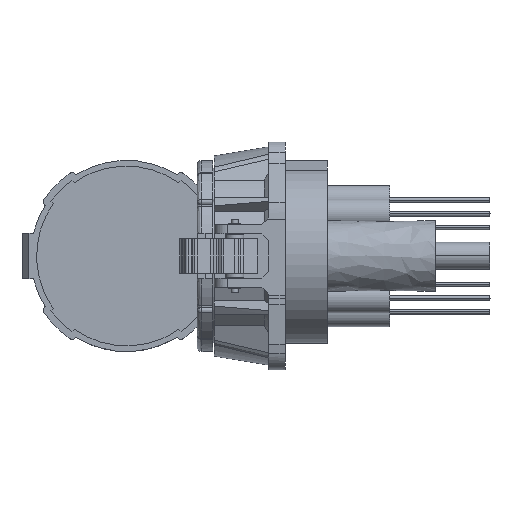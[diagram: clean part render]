
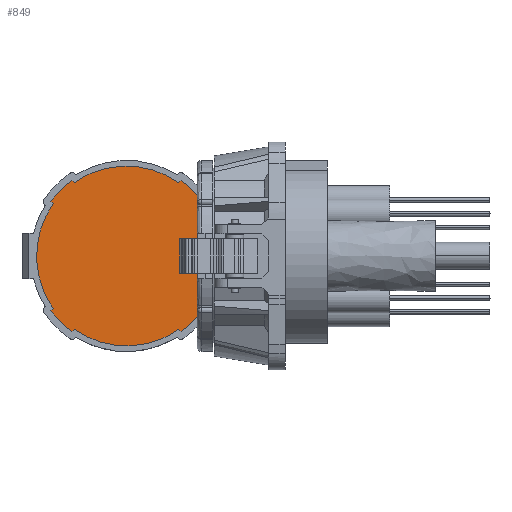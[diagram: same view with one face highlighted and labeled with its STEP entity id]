
A CAD part, front view. The second image highlights one B-rep face of the part: STEP entity #849.
In plain terms, the highlighted planar face has unit normal (0, -1, 0).
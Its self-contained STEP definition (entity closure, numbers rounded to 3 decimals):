
#274=B_SPLINE_CURVE_WITH_KNOTS('',1,(#16689,#16690),.UNSPECIFIED.,.F.,.F.,
(2,2),(299.29,300.81),.UNSPECIFIED.);
#277=B_SPLINE_CURVE_WITH_KNOTS('',1,(#16703,#16704),.UNSPECIFIED.,.F.,.F.,
(2,2),(444.029,445.549),.UNSPECIFIED.);
#280=B_SPLINE_CURVE_WITH_KNOTS('',1,(#16711,#16712),.UNSPECIFIED.,.F.,.F.,
(2,2),(429.454,430.974),.UNSPECIFIED.);
#283=B_SPLINE_CURVE_WITH_KNOTS('',1,(#16719,#16720),.UNSPECIFIED.,.F.,.F.,
(2,2),(378.947,380.467),.UNSPECIFIED.);
#286=B_SPLINE_CURVE_WITH_KNOTS('',1,(#16727,#16728),.UNSPECIFIED.,.F.,.F.,
(2,2),(364.372,365.892),.UNSPECIFIED.);
#289=B_SPLINE_CURVE_WITH_KNOTS('',1,(#16735,#16736),.UNSPECIFIED.,.F.,.F.,
(2,2),(313.865,315.385),.UNSPECIFIED.);
#292=B_SPLINE_CURVE_WITH_KNOTS('',1,(#16743,#16744),.UNSPECIFIED.,.F.,.F.,
(2,2),(299.29,300.81),.UNSPECIFIED.);
#295=B_SPLINE_CURVE_WITH_KNOTS('',1,(#16751,#16752),.UNSPECIFIED.,.F.,.F.,
(2,2),(248.783,250.303),.UNSPECIFIED.);
#849=ADVANCED_FACE('',(#1336),#7582,.T.);
#1336=FACE_OUTER_BOUND('',#1866,.T.);
#1866=EDGE_LOOP('',(#3967,#3968,#3969,#3970,#3971,#3972,#3973,#3974,#3975,
#3976,#3977,#3978,#3979,#3980,#3981,#3982));
#3967=ORIENTED_EDGE('',*,*,#5507,.T.);
#3968=ORIENTED_EDGE('',*,*,#5539,.T.);
#3969=ORIENTED_EDGE('',*,*,#5537,.T.);
#3970=ORIENTED_EDGE('',*,*,#5482,.T.);
#3971=ORIENTED_EDGE('',*,*,#5533,.T.);
#3972=ORIENTED_EDGE('',*,*,#5483,.T.);
#3973=ORIENTED_EDGE('',*,*,#5529,.T.);
#3974=ORIENTED_EDGE('',*,*,#5484,.T.);
#3975=ORIENTED_EDGE('',*,*,#5525,.T.);
#3976=ORIENTED_EDGE('',*,*,#5485,.T.);
#3977=ORIENTED_EDGE('',*,*,#5521,.T.);
#3978=ORIENTED_EDGE('',*,*,#5486,.T.);
#3979=ORIENTED_EDGE('',*,*,#5517,.T.);
#3980=ORIENTED_EDGE('',*,*,#5487,.T.);
#3981=ORIENTED_EDGE('',*,*,#5513,.T.);
#3982=ORIENTED_EDGE('',*,*,#5510,.T.);
#5482=EDGE_CURVE('',#7324,#7325,#6484,.T.);
#5483=EDGE_CURVE('',#7326,#7327,#6485,.T.);
#5484=EDGE_CURVE('',#7328,#7329,#6486,.T.);
#5485=EDGE_CURVE('',#7330,#7331,#6487,.T.);
#5486=EDGE_CURVE('',#7332,#7333,#6488,.T.);
#5487=EDGE_CURVE('',#7334,#7335,#6489,.T.);
#5507=EDGE_CURVE('',#7337,#7322,#274,.T.);
#5510=EDGE_CURVE('',#7336,#7337,#6502,.T.);
#5513=EDGE_CURVE('',#7335,#7336,#277,.T.);
#5517=EDGE_CURVE('',#7333,#7334,#280,.T.);
#5521=EDGE_CURVE('',#7331,#7332,#283,.T.);
#5525=EDGE_CURVE('',#7329,#7330,#286,.T.);
#5529=EDGE_CURVE('',#7327,#7328,#289,.T.);
#5533=EDGE_CURVE('',#7325,#7326,#292,.T.);
#5537=EDGE_CURVE('',#7323,#7324,#295,.T.);
#5539=EDGE_CURVE('',#7322,#7323,#6511,.T.);
#6484=(
BOUNDED_CURVE()
B_SPLINE_CURVE(2,(#16623,#16624,#16625),.UNSPECIFIED.,.F.,.F.)
B_SPLINE_CURVE_WITH_KNOTS((3,3),(250.303,299.29),
 .UNSPECIFIED.)
CURVE()
GEOMETRIC_REPRESENTATION_ITEM()
RATIONAL_B_SPLINE_CURVE((1.,0.814,1.))
REPRESENTATION_ITEM('')
);
#6485=(
BOUNDED_CURVE()
B_SPLINE_CURVE(2,(#16626,#16627,#16628),.UNSPECIFIED.,.F.,.F.)
B_SPLINE_CURVE_WITH_KNOTS((3,3),(300.81,313.865),
 .UNSPECIFIED.)
CURVE()
GEOMETRIC_REPRESENTATION_ITEM()
RATIONAL_B_SPLINE_CURVE((1.,0.987,1.))
REPRESENTATION_ITEM('')
);
#6486=(
BOUNDED_CURVE()
B_SPLINE_CURVE(2,(#16629,#16630,#16631),.UNSPECIFIED.,.F.,.F.)
B_SPLINE_CURVE_WITH_KNOTS((3,3),(315.385,364.372),
 .UNSPECIFIED.)
CURVE()
GEOMETRIC_REPRESENTATION_ITEM()
RATIONAL_B_SPLINE_CURVE((1.,0.814,1.))
REPRESENTATION_ITEM('')
);
#6487=(
BOUNDED_CURVE()
B_SPLINE_CURVE(2,(#16632,#16633,#16634),.UNSPECIFIED.,.F.,.F.)
B_SPLINE_CURVE_WITH_KNOTS((3,3),(365.892,378.947),
 .UNSPECIFIED.)
CURVE()
GEOMETRIC_REPRESENTATION_ITEM()
RATIONAL_B_SPLINE_CURVE((1.,0.987,1.))
REPRESENTATION_ITEM('')
);
#6488=(
BOUNDED_CURVE()
B_SPLINE_CURVE(2,(#16635,#16636,#16637),.UNSPECIFIED.,.F.,.F.)
B_SPLINE_CURVE_WITH_KNOTS((3,3),(380.467,429.454),
 .UNSPECIFIED.)
CURVE()
GEOMETRIC_REPRESENTATION_ITEM()
RATIONAL_B_SPLINE_CURVE((1.,0.814,1.))
REPRESENTATION_ITEM('')
);
#6489=(
BOUNDED_CURVE()
B_SPLINE_CURVE(2,(#16638,#16639,#16640),.UNSPECIFIED.,.F.,.F.)
B_SPLINE_CURVE_WITH_KNOTS((3,3),(430.974,444.029),
 .UNSPECIFIED.)
CURVE()
GEOMETRIC_REPRESENTATION_ITEM()
RATIONAL_B_SPLINE_CURVE((1.,0.987,1.))
REPRESENTATION_ITEM('')
);
#6502=(
BOUNDED_CURVE()
B_SPLINE_CURVE(2,(#16696,#16697,#16698),.UNSPECIFIED.,.F.,.F.)
B_SPLINE_CURVE_WITH_KNOTS((3,3),(445.549,494.536),
 .UNSPECIFIED.)
CURVE()
GEOMETRIC_REPRESENTATION_ITEM()
RATIONAL_B_SPLINE_CURVE((1.,0.814,1.))
REPRESENTATION_ITEM('')
);
#6511=(
BOUNDED_CURVE()
B_SPLINE_CURVE(2,(#16756,#16757,#16758),.UNSPECIFIED.,.F.,.F.)
B_SPLINE_CURVE_WITH_KNOTS((3,3),(235.728,248.783),
 .UNSPECIFIED.)
CURVE()
GEOMETRIC_REPRESENTATION_ITEM()
RATIONAL_B_SPLINE_CURVE((1.,0.987,1.))
REPRESENTATION_ITEM('')
);
#7322=VERTEX_POINT('',#16464);
#7323=VERTEX_POINT('',#16465);
#7324=VERTEX_POINT('',#16466);
#7325=VERTEX_POINT('',#16467);
#7326=VERTEX_POINT('',#16468);
#7327=VERTEX_POINT('',#16469);
#7328=VERTEX_POINT('',#16470);
#7329=VERTEX_POINT('',#16471);
#7330=VERTEX_POINT('',#16472);
#7331=VERTEX_POINT('',#16473);
#7332=VERTEX_POINT('',#16474);
#7333=VERTEX_POINT('',#16475);
#7334=VERTEX_POINT('',#16476);
#7335=VERTEX_POINT('',#16477);
#7336=VERTEX_POINT('',#16478);
#7337=VERTEX_POINT('',#16479);
#7582=PLANE('',#8065);
#8065=AXIS2_PLACEMENT_3D('',#15453,#8187,$);
#8187=DIRECTION('',(0.,-1.,0.));
#15453=CARTESIAN_POINT('',(-14.7,61.,55.));
#16464=CARTESIAN_POINT('',(-102.921,61.,-24.029));
#16465=CARTESIAN_POINT('',(-93.729,61.,-33.221));
#16466=CARTESIAN_POINT('',(-92.654,61.,-32.146));
#16467=CARTESIAN_POINT('',(-46.746,61.,-32.146));
#16468=CARTESIAN_POINT('',(-45.671,61.,-33.221));
#16469=CARTESIAN_POINT('',(-36.479,61.,-24.029));
#16470=CARTESIAN_POINT('',(-37.554,61.,-22.954));
#16471=CARTESIAN_POINT('',(-37.554,61.,22.954));
#16472=CARTESIAN_POINT('',(-36.479,61.,24.029));
#16473=CARTESIAN_POINT('',(-45.671,61.,33.221));
#16474=CARTESIAN_POINT('',(-46.746,61.,32.146));
#16475=CARTESIAN_POINT('',(-92.654,61.,32.146));
#16476=CARTESIAN_POINT('',(-93.729,61.,33.221));
#16477=CARTESIAN_POINT('',(-102.921,61.,24.029));
#16478=CARTESIAN_POINT('',(-101.846,61.,22.954));
#16479=CARTESIAN_POINT('',(-101.846,61.,-22.954));
#16623=CARTESIAN_POINT('',(-92.654,61.,-32.146));
#16624=CARTESIAN_POINT('',(-69.7,61.,-48.536));
#16625=CARTESIAN_POINT('',(-46.746,61.,-32.146));
#16626=CARTESIAN_POINT('',(-45.671,61.,-33.221));
#16627=CARTESIAN_POINT('',(-40.337,61.,-29.363));
#16628=CARTESIAN_POINT('',(-36.479,61.,-24.029));
#16629=CARTESIAN_POINT('',(-37.554,61.,-22.954));
#16630=CARTESIAN_POINT('',(-21.164,61.,0.));
#16631=CARTESIAN_POINT('',(-37.554,61.,22.954));
#16632=CARTESIAN_POINT('',(-36.479,61.,24.029));
#16633=CARTESIAN_POINT('',(-40.337,61.,29.363));
#16634=CARTESIAN_POINT('',(-45.671,61.,33.221));
#16635=CARTESIAN_POINT('',(-46.746,61.,32.146));
#16636=CARTESIAN_POINT('',(-69.7,61.,48.536));
#16637=CARTESIAN_POINT('',(-92.654,61.,32.146));
#16638=CARTESIAN_POINT('',(-93.729,61.,33.221));
#16639=CARTESIAN_POINT('',(-99.063,61.,29.363));
#16640=CARTESIAN_POINT('',(-102.921,61.,24.029));
#16689=CARTESIAN_POINT('',(-101.846,61.,-22.954));
#16690=CARTESIAN_POINT('',(-102.921,61.,-24.029));
#16696=CARTESIAN_POINT('',(-101.846,61.,22.954));
#16697=CARTESIAN_POINT('',(-118.236,61.,0.));
#16698=CARTESIAN_POINT('',(-101.846,61.,-22.954));
#16703=CARTESIAN_POINT('',(-102.921,61.,24.029));
#16704=CARTESIAN_POINT('',(-101.846,61.,22.954));
#16711=CARTESIAN_POINT('',(-92.654,61.,32.146));
#16712=CARTESIAN_POINT('',(-93.729,61.,33.221));
#16719=CARTESIAN_POINT('',(-45.671,61.,33.221));
#16720=CARTESIAN_POINT('',(-46.746,61.,32.146));
#16727=CARTESIAN_POINT('',(-37.554,61.,22.954));
#16728=CARTESIAN_POINT('',(-36.479,61.,24.029));
#16735=CARTESIAN_POINT('',(-36.479,61.,-24.029));
#16736=CARTESIAN_POINT('',(-37.554,61.,-22.954));
#16743=CARTESIAN_POINT('',(-46.746,61.,-32.146));
#16744=CARTESIAN_POINT('',(-45.671,61.,-33.221));
#16751=CARTESIAN_POINT('',(-93.729,61.,-33.221));
#16752=CARTESIAN_POINT('',(-92.654,61.,-32.146));
#16756=CARTESIAN_POINT('',(-102.921,61.,-24.029));
#16757=CARTESIAN_POINT('',(-99.063,61.,-29.363));
#16758=CARTESIAN_POINT('',(-93.729,61.,-33.221));
